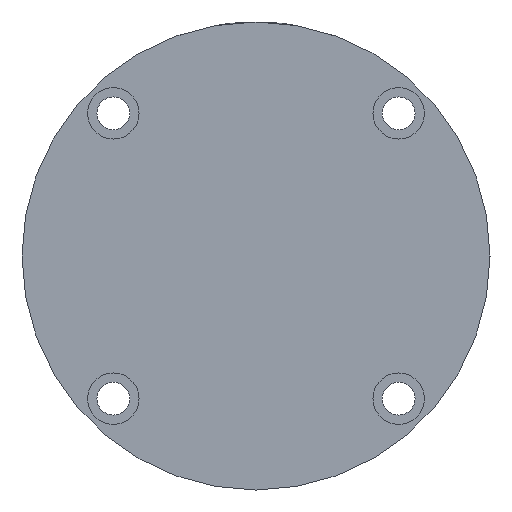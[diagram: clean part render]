
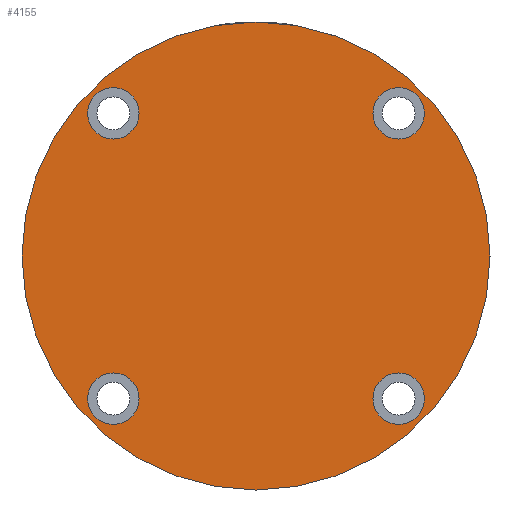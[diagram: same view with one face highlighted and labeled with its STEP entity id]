
A CAD part, left-side view. The second image highlights one B-rep face of the part: STEP entity #4155.
In plain terms, the highlighted face is planar.
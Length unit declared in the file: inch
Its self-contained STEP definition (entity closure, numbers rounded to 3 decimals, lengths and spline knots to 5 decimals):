
#72 = AXIS2_PLACEMENT_3D ( 'NONE', #2543, #440, #2931 ) ;
#84 = EDGE_CURVE ( 'NONE', #4212, #1267, #4511, .T. ) ;
#155 = CARTESIAN_POINT ( 'NONE',  ( 0.95106, 0.53, 0.77956 ) ) ;
#182 = CARTESIAN_POINT ( 'NONE',  ( -0.95106, 0.53, 0.95106 ) ) ;
#201 = DIRECTION ( 'NONE',  ( 0., 1., 0. ) ) ;
#264 = CARTESIAN_POINT ( 'NONE',  ( 0.95106, 0.53, 0.95106 ) ) ;
#279 = DIRECTION ( 'NONE',  ( 0., 0., 1. ) ) ;
#307 = AXIS2_PLACEMENT_3D ( 'NONE', #908, #3415, #1258 ) ;
#312 = DIRECTION ( 'NONE',  ( 0., 0., 1. ) ) ;
#314 = CIRCLE ( 'NONE', #2216, 1.56 ) ;
#372 = AXIS2_PLACEMENT_3D ( 'NONE', #3986, #1827, #4334 ) ;
#382 = CARTESIAN_POINT ( 'NONE',  ( 0.95106, 0.53, -0.77956 ) ) ;
#399 = DIRECTION ( 'NONE',  ( 0., 1., 0. ) ) ;
#412 = FACE_BOUND ( 'NONE', #3767, .T. ) ;
#433 = AXIS2_PLACEMENT_3D ( 'NONE', #2504, #399, #2881 ) ;
#440 = DIRECTION ( 'NONE',  ( 0., 1., 0. ) ) ;
#443 = AXIS2_PLACEMENT_3D ( 'NONE', #4016, #4007, #2264 ) ;
#460 = VERTEX_POINT ( 'NONE', #481 ) ;
#481 = CARTESIAN_POINT ( 'NONE',  ( -0.95106, 0.53, -1.12256 ) ) ;
#494 = ORIENTED_EDGE ( 'NONE', *, *, #3517, .F. ) ;
#534 = DIRECTION ( 'NONE',  ( 0., 0., 1. ) ) ;
#615 = PLANE ( 'NONE',  #4164 ) ;
#616 = DIRECTION ( 'NONE',  ( 0., 0., 1. ) ) ;
#624 = EDGE_CURVE ( 'NONE', #3315, #3253, #1499, .T. ) ;
#693 = CARTESIAN_POINT ( 'NONE',  ( -0.95106, 0.53, 1.12256 ) ) ;
#831 = ORIENTED_EDGE ( 'NONE', *, *, #2044, .T. ) ;
#838 = DIRECTION ( 'NONE',  ( 0., 1., 0. ) ) ;
#857 = EDGE_LOOP ( 'NONE', ( #494, #2471 ) ) ;
#908 = CARTESIAN_POINT ( 'NONE',  ( -0.95106, 0.53, -0.95106 ) ) ;
#975 = ORIENTED_EDGE ( 'NONE', *, *, #3718, .F. ) ;
#1207 = VERTEX_POINT ( 'NONE', #3687 ) ;
#1214 = AXIS2_PLACEMENT_3D ( 'NONE', #2282, #201, #2671 ) ;
#1217 = FACE_OUTER_BOUND ( 'NONE', #3677, .T. ) ;
#1258 = DIRECTION ( 'NONE',  ( 0., 0., 1. ) ) ;
#1267 = VERTEX_POINT ( 'NONE', #155 ) ;
#1270 = AXIS2_PLACEMENT_3D ( 'NONE', #1658, #838, #279 ) ;
#1361 = CARTESIAN_POINT ( 'NONE',  ( 0.95106, 0.53, 1.12256 ) ) ;
#1499 = CIRCLE ( 'NONE', #1270, 1.56 ) ;
#1514 = CIRCLE ( 'NONE', #307, 0.1715 ) ;
#1549 = AXIS2_PLACEMENT_3D ( 'NONE', #182, #2655, #534 ) ;
#1598 = EDGE_CURVE ( 'NONE', #1804, #4456, #4226, .T. ) ;
#1658 = CARTESIAN_POINT ( 'NONE',  ( 0., 0.53, 0. ) ) ;
#1666 = DIRECTION ( 'NONE',  ( 0., -1., 0. ) ) ;
#1804 = VERTEX_POINT ( 'NONE', #2130 ) ;
#1827 = DIRECTION ( 'NONE',  ( 0., 1., 0. ) ) ;
#1977 = CIRCLE ( 'NONE', #433, 0.1715 ) ;
#2044 = EDGE_CURVE ( 'NONE', #3253, #3315, #314, .T. ) ;
#2110 = VERTEX_POINT ( 'NONE', #693 ) ;
#2119 = ORIENTED_EDGE ( 'NONE', *, *, #84, .F. ) ;
#2130 = CARTESIAN_POINT ( 'NONE',  ( 0.95106, 0.53, -1.12256 ) ) ;
#2138 = FACE_BOUND ( 'NONE', #3563, .T. ) ;
#2216 = AXIS2_PLACEMENT_3D ( 'NONE', #4534, #2403, #312 ) ;
#2264 = DIRECTION ( 'NONE',  ( 0., 0., 1. ) ) ;
#2282 = CARTESIAN_POINT ( 'NONE',  ( -0.95106, 0.53, 0.95106 ) ) ;
#2356 = CARTESIAN_POINT ( 'NONE',  ( 0., 0.53, 0. ) ) ;
#2403 = DIRECTION ( 'NONE',  ( 0., 1., 0. ) ) ;
#2471 = ORIENTED_EDGE ( 'NONE', *, *, #2857, .F. ) ;
#2504 = CARTESIAN_POINT ( 'NONE',  ( -0.95106, 0.53, -0.95106 ) ) ;
#2532 = CIRCLE ( 'NONE', #1214, 0.1715 ) ;
#2543 = CARTESIAN_POINT ( 'NONE',  ( 0.95106, 0.53, -0.95106 ) ) ;
#2589 = CIRCLE ( 'NONE', #372, 0.1715 ) ;
#2655 = DIRECTION ( 'NONE',  ( 0., 1., 0. ) ) ;
#2668 = AXIS2_PLACEMENT_3D ( 'NONE', #264, #2739, #616 ) ;
#2671 = DIRECTION ( 'NONE',  ( 0., 0., 1. ) ) ;
#2739 = DIRECTION ( 'NONE',  ( 0., 1., 0. ) ) ;
#2759 = EDGE_LOOP ( 'NONE', ( #2119, #4041 ) ) ;
#2760 = ORIENTED_EDGE ( 'NONE', *, *, #4475, .F. ) ;
#2776 = CIRCLE ( 'NONE', #1549, 0.1715 ) ;
#2857 = EDGE_CURVE ( 'NONE', #4058, #2110, #2776, .T. ) ;
#2881 = DIRECTION ( 'NONE',  ( 0., 0., 1. ) ) ;
#2885 = CIRCLE ( 'NONE', #2668, 0.1715 ) ;
#2931 = DIRECTION ( 'NONE',  ( 0., 0., 1. ) ) ;
#2995 = ORIENTED_EDGE ( 'NONE', *, *, #1598, .F. ) ;
#3010 = ORIENTED_EDGE ( 'NONE', *, *, #624, .T. ) ;
#3129 = FACE_BOUND ( 'NONE', #2759, .T. ) ;
#3253 = VERTEX_POINT ( 'NONE', #3925 ) ;
#3315 = VERTEX_POINT ( 'NONE', #3618 ) ;
#3336 = EDGE_CURVE ( 'NONE', #4456, #1804, #2589, .T. ) ;
#3415 = DIRECTION ( 'NONE',  ( 0., 1., 0. ) ) ;
#3517 = EDGE_CURVE ( 'NONE', #2110, #4058, #2532, .T. ) ;
#3563 = EDGE_LOOP ( 'NONE', ( #3829, #2995 ) ) ;
#3618 = CARTESIAN_POINT ( 'NONE',  ( 0., 0.53, -1.56 ) ) ;
#3677 = EDGE_LOOP ( 'NONE', ( #831, #3010 ) ) ;
#3687 = CARTESIAN_POINT ( 'NONE',  ( -0.95106, 0.53, -0.77956 ) ) ;
#3718 = EDGE_CURVE ( 'NONE', #460, #1207, #1514, .T. ) ;
#3767 = EDGE_LOOP ( 'NONE', ( #2760, #975 ) ) ;
#3802 = EDGE_CURVE ( 'NONE', #1267, #4212, #2885, .T. ) ;
#3829 = ORIENTED_EDGE ( 'NONE', *, *, #3336, .F. ) ;
#3925 = CARTESIAN_POINT ( 'NONE',  ( 0., 0.53, 1.56 ) ) ;
#3986 = CARTESIAN_POINT ( 'NONE',  ( 0.95106, 0.53, -0.95106 ) ) ;
#4007 = DIRECTION ( 'NONE',  ( 0., 1., 0. ) ) ;
#4016 = CARTESIAN_POINT ( 'NONE',  ( 0.95106, 0.53, 0.95106 ) ) ;
#4041 = ORIENTED_EDGE ( 'NONE', *, *, #3802, .F. ) ;
#4058 = VERTEX_POINT ( 'NONE', #4426 ) ;
#4064 = FACE_BOUND ( 'NONE', #857, .T. ) ;
#4155 = ADVANCED_FACE ( 'PLANAR_0', ( #412, #2138, #3129, #4064, #1217 ), #615, .F. ) ;
#4164 = AXIS2_PLACEMENT_3D ( 'NONE', #2356, #1666, #4176 ) ;
#4176 = DIRECTION ( 'NONE',  ( 0., 0., -1. ) ) ;
#4212 = VERTEX_POINT ( 'NONE', #1361 ) ;
#4226 = CIRCLE ( 'NONE', #72, 0.1715 ) ;
#4334 = DIRECTION ( 'NONE',  ( 0., 0., 1. ) ) ;
#4426 = CARTESIAN_POINT ( 'NONE',  ( -0.95106, 0.53, 0.77956 ) ) ;
#4456 = VERTEX_POINT ( 'NONE', #382 ) ;
#4475 = EDGE_CURVE ( 'NONE', #1207, #460, #1977, .T. ) ;
#4511 = CIRCLE ( 'NONE', #443, 0.1715 ) ;
#4534 = CARTESIAN_POINT ( 'NONE',  ( 0., 0.53, 0. ) ) ;
